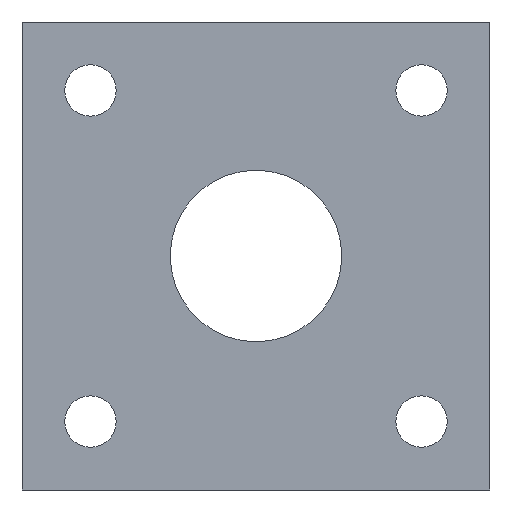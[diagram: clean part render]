
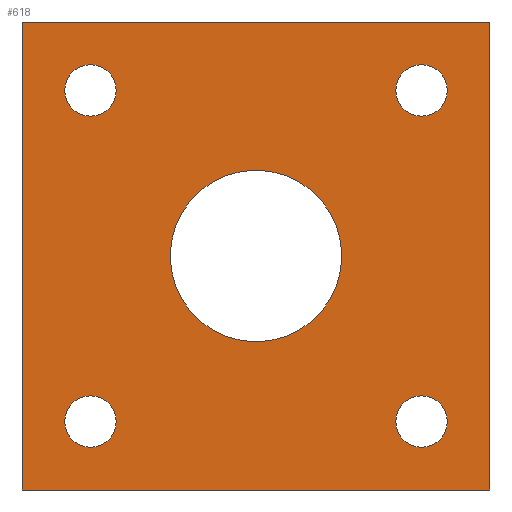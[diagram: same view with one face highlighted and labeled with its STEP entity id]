
A CAD part, front view. The second image highlights one B-rep face of the part: STEP entity #618.
In plain terms, the highlighted planar face has unit normal (0, -1, 0).
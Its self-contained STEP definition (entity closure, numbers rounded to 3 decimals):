
#52=FACE_BOUND('',#165,.T.);
#53=FACE_BOUND('',#166,.T.);
#54=FACE_BOUND('',#167,.T.);
#55=FACE_BOUND('',#168,.T.);
#56=FACE_BOUND('',#169,.T.);
#81=CIRCLE('',#687,4.5);
#83=CIRCLE('',#690,4.5);
#85=CIRCLE('',#695,15.025);
#86=CIRCLE('',#696,4.5);
#87=CIRCLE('',#697,4.5);
#119=FACE_OUTER_BOUND('',#164,.T.);
#164=EDGE_LOOP('',(#513,#514,#515,#516));
#165=EDGE_LOOP('',(#517));
#166=EDGE_LOOP('',(#518));
#167=EDGE_LOOP('',(#519));
#168=EDGE_LOOP('',(#520));
#169=EDGE_LOOP('',(#521));
#198=LINE('',#932,#239);
#211=LINE('',#1002,#252);
#214=LINE('',#1007,#255);
#215=LINE('',#1010,#256);
#239=VECTOR('',#743,10.);
#252=VECTOR('',#794,10.);
#255=VECTOR('',#799,10.);
#256=VECTOR('',#804,10.);
#281=VERTEX_POINT('',#929);
#282=VERTEX_POINT('',#931);
#300=VERTEX_POINT('',#1000);
#301=VERTEX_POINT('',#1005);
#310=VERTEX_POINT('',#1083);
#312=VERTEX_POINT('',#1089);
#314=VERTEX_POINT('',#1097);
#315=VERTEX_POINT('',#1099);
#316=VERTEX_POINT('',#1101);
#338=EDGE_CURVE('',#282,#281,#198,.T.);
#363=EDGE_CURVE('',#300,#281,#211,.F.);
#366=EDGE_CURVE('',#300,#301,#214,.T.);
#368=EDGE_CURVE('',#301,#282,#215,.T.);
#383=EDGE_CURVE('',#310,#310,#81,.T.);
#386=EDGE_CURVE('',#312,#312,#83,.T.);
#389=EDGE_CURVE('',#314,#314,#85,.T.);
#390=EDGE_CURVE('',#315,#315,#86,.T.);
#391=EDGE_CURVE('',#316,#316,#87,.T.);
#513=ORIENTED_EDGE('',*,*,#338,.T.);
#514=ORIENTED_EDGE('',*,*,#363,.F.);
#515=ORIENTED_EDGE('',*,*,#366,.T.);
#516=ORIENTED_EDGE('',*,*,#368,.T.);
#517=ORIENTED_EDGE('',*,*,#389,.T.);
#518=ORIENTED_EDGE('',*,*,#383,.T.);
#519=ORIENTED_EDGE('',*,*,#386,.T.);
#520=ORIENTED_EDGE('',*,*,#390,.F.);
#521=ORIENTED_EDGE('',*,*,#391,.F.);
#588=PLANE('',#694);
#618=ADVANCED_FACE('',(#119,#52,#53,#54,#55,#56),#588,.F.);
#687=AXIS2_PLACEMENT_3D('',#1084,#836,#837);
#690=AXIS2_PLACEMENT_3D('',#1090,#843,#844);
#694=AXIS2_PLACEMENT_3D('',#1096,#852,#853);
#695=AXIS2_PLACEMENT_3D('',#1098,#854,#855);
#696=AXIS2_PLACEMENT_3D('',#1100,#856,#857);
#697=AXIS2_PLACEMENT_3D('',#1102,#858,#859);
#743=DIRECTION('',(1.,0.,0.));
#794=DIRECTION('',(0.,0.,1.));
#799=DIRECTION('',(-1.,0.,0.));
#804=DIRECTION('',(0.,0.,-1.));
#836=DIRECTION('center_axis',(0.,1.,0.));
#837=DIRECTION('ref_axis',(0.,0.,1.));
#843=DIRECTION('center_axis',(0.,1.,0.));
#844=DIRECTION('ref_axis',(0.,0.,1.));
#852=DIRECTION('center_axis',(0.,1.,0.));
#853=DIRECTION('ref_axis',(0.,0.,-1.));
#854=DIRECTION('center_axis',(0.,1.,0.));
#855=DIRECTION('ref_axis',(0.,0.,-1.));
#856=DIRECTION('center_axis',(0.,-1.,0.));
#857=DIRECTION('ref_axis',(0.,0.,1.));
#858=DIRECTION('center_axis',(0.,-1.,0.));
#859=DIRECTION('ref_axis',(0.,0.,1.));
#929=CARTESIAN_POINT('',(3.,267.37,-80.));
#931=CARTESIAN_POINT('',(-79.,267.37,-80.));
#932=CARTESIAN_POINT('',(-57.,267.37,-80.));
#1000=CARTESIAN_POINT('',(3.,267.37,2.));
#1002=CARTESIAN_POINT('',(3.,267.37,-58.5));
#1005=CARTESIAN_POINT('',(-79.,267.37,2.));
#1007=CARTESIAN_POINT('',(-57.,267.37,2.));
#1010=CARTESIAN_POINT('',(-79.,267.37,-58.5));
#1083=CARTESIAN_POINT('',(-9.,267.37,-72.5));
#1084=CARTESIAN_POINT('Origin',(-9.,267.37,-68.));
#1089=CARTESIAN_POINT('',(-9.,267.37,-14.5));
#1090=CARTESIAN_POINT('Origin',(-9.,267.37,-10.));
#1096=CARTESIAN_POINT('Origin',(-76.,267.37,-78.));
#1097=CARTESIAN_POINT('',(-38.,267.37,-23.975));
#1098=CARTESIAN_POINT('Origin',(-38.,267.37,-39.));
#1099=CARTESIAN_POINT('',(-67.,267.37,-14.5));
#1100=CARTESIAN_POINT('Origin',(-67.,267.37,-10.));
#1101=CARTESIAN_POINT('',(-67.,267.37,-72.5));
#1102=CARTESIAN_POINT('Origin',(-67.,267.37,-68.));
